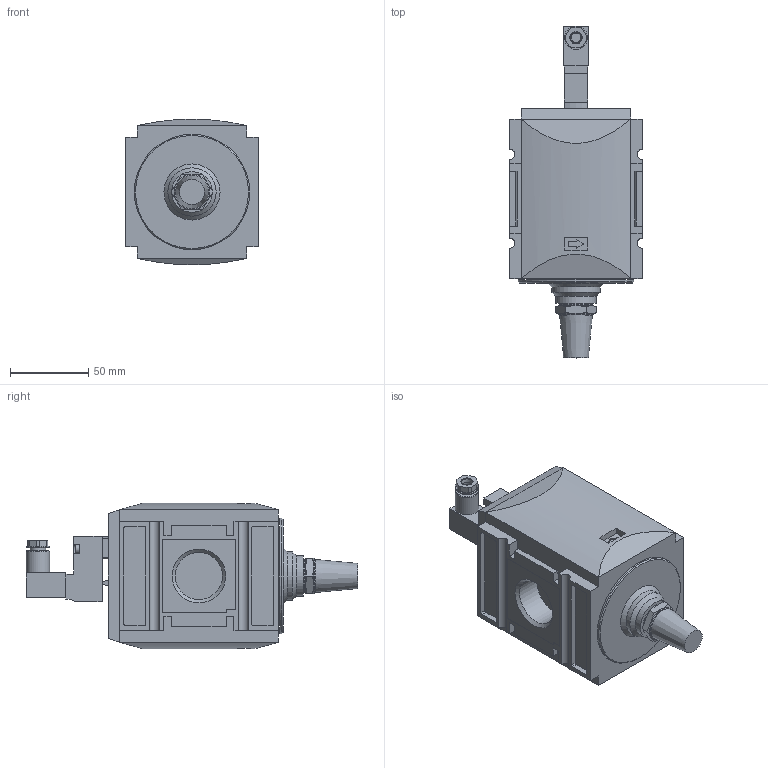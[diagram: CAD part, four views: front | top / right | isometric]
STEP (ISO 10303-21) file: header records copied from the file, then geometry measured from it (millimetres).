
FILE_DESCRIPTION( ( 'STEP AP203' ), '1' );
FILE_NAME( '94014_GG02_2_03.stp', ' ', ( ' ' ), ( ' ' ), 'PSStep 15.0.47', 'PARTsolutions', ' ' );
FILE_SCHEMA( ( 'CONFIG_CONTROL_DESIGN' ) );
Length unit declared in the file: millimetre
Products named in the file (4): 94014.GG02; _FU 976G 1000-1; _FU 976-3; _567-4/M_G 1/2
Assembly tree (3 placements, depth 2):
  94014.GG02
    _FU 976G 1000-1
    _FU 976-3
    _567-4/M_G 1/2
Bounding box: 85 x 212.79 x 93.24 mm (x, y, z)
Volume: 781554.1 mm3; surface area: 84155.4 mm2
Topology: 3 solids, 3 shells, 390 faces, 940 edges, 604 vertices
Faces by surface type: plane 260, cylinder 89, cone 30, torus 10, sphere 1
Full cylindrical faces by diameter (mm): 2 x6, 2.459 x2, 3 x2, 3.2 x2, 4.9 x1, 5.5 x3, 6 x1, 10 x1, 15 x2, 15.5 x1, 18.481 x1, 18.631 x1, 20.955 x1, 21.7 x1, 26 x1, 30.291 x2, 31 x1, 50 x1, 50.7 x1, 60 x1, 74 x1
Entity records: 11052 total; most frequent: CARTESIAN_POINT 1981, DIRECTION 1867, ORIENTED_EDGE 1732, EDGE_CURVE 866, AXIS2_PLACEMENT_3D 633, LINE 601, VECTOR 601, VERTEX_POINT 591
